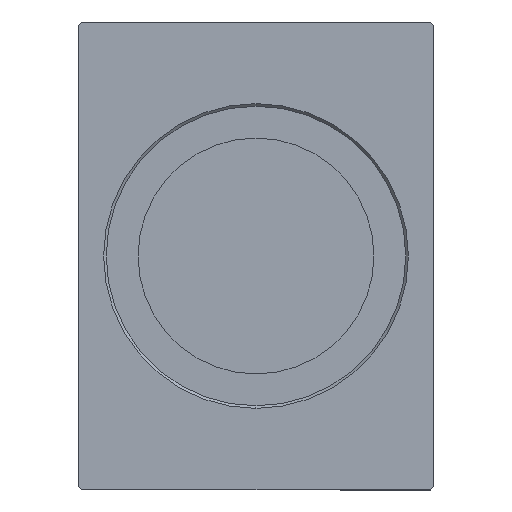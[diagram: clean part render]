
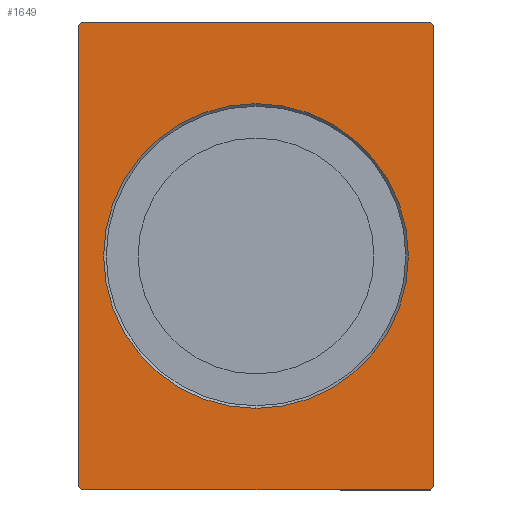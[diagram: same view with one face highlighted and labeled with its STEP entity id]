
A CAD part, left-side view. The second image highlights one B-rep face of the part: STEP entity #1649.
In plain terms, the highlighted planar face has unit normal (-1, 0, 0).
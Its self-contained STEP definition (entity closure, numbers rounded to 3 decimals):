
#248 = LINE ( 'NONE', #29553, #10210 ) ;
#1035 = LINE ( 'NONE', #40119, #18354 ) ;
#1062 = FACE_OUTER_BOUND ( 'NONE', #12539, .T. ) ;
#1649 = ADVANCED_FACE ( 'NONE', ( #7235, #1062 ), #39725, .F. ) ;
#2170 = VECTOR ( 'NONE', #39122, 1000. ) ;
#2368 = CARTESIAN_POINT ( 'NONE',  ( 0., -46.5, -62.5 ) ) ;
#2431 = EDGE_LOOP ( 'NONE', ( #40944, #12776 ) ) ;
#4063 = CARTESIAN_POINT ( 'NONE',  ( 0., -47.5, -61.5 ) ) ;
#4958 = VERTEX_POINT ( 'NONE', #6775 ) ;
#5571 = EDGE_CURVE ( 'NONE', #13173, #4958, #40696, .T. ) ;
#5604 = CARTESIAN_POINT ( 'NONE',  ( 0., 47.5, 61.5 ) ) ;
#5625 = CARTESIAN_POINT ( 'NONE',  ( 0., 0., 0. ) ) ;
#6775 = CARTESIAN_POINT ( 'NONE',  ( 0., 0., -40.7 ) ) ;
#7235 = FACE_BOUND ( 'NONE', #2431, .T. ) ;
#7460 = LINE ( 'NONE', #30176, #11759 ) ;
#7660 = DIRECTION ( 'NONE',  ( 0., 0., -1. ) ) ;
#7809 = ORIENTED_EDGE ( 'NONE', *, *, #11990, .F. ) ;
#8087 = EDGE_CURVE ( 'NONE', #32882, #23031, #1035, .T. ) ;
#8331 = ORIENTED_EDGE ( 'NONE', *, *, #21567, .F. ) ;
#8429 = VECTOR ( 'NONE', #9210, 1000. ) ;
#8627 = CARTESIAN_POINT ( 'NONE',  ( 0., 47.5, 61.5 ) ) ;
#8893 = CARTESIAN_POINT ( 'NONE',  ( 0., -47.5, 61.5 ) ) ;
#8946 = CARTESIAN_POINT ( 'NONE',  ( 0., 46.5, 62.5 ) ) ;
#9201 = VERTEX_POINT ( 'NONE', #41886 ) ;
#9210 = DIRECTION ( 'NONE',  ( 0., -0.707, 0.707 ) ) ;
#9524 = ORIENTED_EDGE ( 'NONE', *, *, #8087, .F. ) ;
#9546 = CARTESIAN_POINT ( 'NONE',  ( 0., 47.5, -61.5 ) ) ;
#10210 = VECTOR ( 'NONE', #13637, 1000. ) ;
#10490 = CARTESIAN_POINT ( 'NONE',  ( 0., 47.5, -61.5 ) ) ;
#10633 = DIRECTION ( 'NONE',  ( 1., 0., 0. ) ) ;
#11027 = DIRECTION ( 'NONE',  ( 0., 0.707, -0.707 ) ) ;
#11440 = VECTOR ( 'NONE', #23633, 1000. ) ;
#11759 = VECTOR ( 'NONE', #39950, 1000. ) ;
#11990 = EDGE_CURVE ( 'NONE', #9201, #31955, #16386, .T. ) ;
#12001 = DIRECTION ( 'NONE',  ( 1., 0., 0. ) ) ;
#12539 = EDGE_LOOP ( 'NONE', ( #8331, #26214, #7809, #35059, #9524, #36576, #14989, #24662 ) ) ;
#12776 = ORIENTED_EDGE ( 'NONE', *, *, #27458, .T. ) ;
#13173 = VERTEX_POINT ( 'NONE', #35675 ) ;
#13637 = DIRECTION ( 'NONE',  ( 0., -0.707, -0.707 ) ) ;
#13893 = LINE ( 'NONE', #10490, #11440 ) ;
#14989 = ORIENTED_EDGE ( 'NONE', *, *, #36490, .F. ) ;
#15145 = VERTEX_POINT ( 'NONE', #8893 ) ;
#15324 = DIRECTION ( 'NONE',  ( 0., 1., 0. ) ) ;
#16386 = LINE ( 'NONE', #29348, #2170 ) ;
#17277 = DIRECTION ( 'NONE',  ( 1., 0., 0. ) ) ;
#17766 = VERTEX_POINT ( 'NONE', #23927 ) ;
#18354 = VECTOR ( 'NONE', #11027, 1000. ) ;
#19505 = EDGE_CURVE ( 'NONE', #22188, #17766, #38038, .T. ) ;
#21567 = EDGE_CURVE ( 'NONE', #28706, #22188, #41281, .T. ) ;
#22095 = DIRECTION ( 'NONE',  ( 0., -1., 0. ) ) ;
#22188 = VERTEX_POINT ( 'NONE', #24926 ) ;
#22533 = LINE ( 'NONE', #2368, #26350 ) ;
#23031 = VERTEX_POINT ( 'NONE', #41160 ) ;
#23316 = VECTOR ( 'NONE', #22095, 1000. ) ;
#23371 = CARTESIAN_POINT ( 'NONE',  ( 0., 0., 0. ) ) ;
#23633 = DIRECTION ( 'NONE',  ( 0., 0., 1. ) ) ;
#23872 = CIRCLE ( 'NONE', #35393, 40.7 ) ;
#23927 = CARTESIAN_POINT ( 'NONE',  ( 0., -46.5, 62.5 ) ) ;
#24662 = ORIENTED_EDGE ( 'NONE', *, *, #19505, .F. ) ;
#24926 = CARTESIAN_POINT ( 'NONE',  ( 0., 46.5, 62.5 ) ) ;
#26214 = ORIENTED_EDGE ( 'NONE', *, *, #39648, .F. ) ;
#26350 = VECTOR ( 'NONE', #15324, 1000. ) ;
#27458 = EDGE_CURVE ( 'NONE', #4958, #13173, #23872, .T. ) ;
#28706 = VERTEX_POINT ( 'NONE', #8627 ) ;
#29348 = CARTESIAN_POINT ( 'NONE',  ( 0., 46.5, -62.5 ) ) ;
#29553 = CARTESIAN_POINT ( 'NONE',  ( 0., -46.5, 62.5 ) ) ;
#30176 = CARTESIAN_POINT ( 'NONE',  ( 0., -47.5, 61.5 ) ) ;
#31185 = AXIS2_PLACEMENT_3D ( 'NONE', #33836, #17277, #33428 ) ;
#31955 = VERTEX_POINT ( 'NONE', #9546 ) ;
#32882 = VERTEX_POINT ( 'NONE', #4063 ) ;
#32893 = EDGE_CURVE ( 'NONE', #15145, #32882, #7460, .T. ) ;
#33428 = DIRECTION ( 'NONE',  ( 0., 0., -1. ) ) ;
#33836 = CARTESIAN_POINT ( 'NONE',  ( 0., 0., 0. ) ) ;
#34927 = DIRECTION ( 'NONE',  ( 0., 0., -1. ) ) ;
#35059 = ORIENTED_EDGE ( 'NONE', *, *, #38997, .F. ) ;
#35393 = AXIS2_PLACEMENT_3D ( 'NONE', #5625, #12001, #34927 ) ;
#35675 = CARTESIAN_POINT ( 'NONE',  ( 0., 0., 40.7 ) ) ;
#36490 = EDGE_CURVE ( 'NONE', #17766, #15145, #248, .T. ) ;
#36576 = ORIENTED_EDGE ( 'NONE', *, *, #32893, .F. ) ;
#38038 = LINE ( 'NONE', #8946, #23316 ) ;
#38997 = EDGE_CURVE ( 'NONE', #23031, #9201, #22533, .T. ) ;
#39122 = DIRECTION ( 'NONE',  ( 0., 0.707, 0.707 ) ) ;
#39648 = EDGE_CURVE ( 'NONE', #31955, #28706, #13893, .T. ) ;
#39725 = PLANE ( 'NONE',  #41938 ) ;
#39950 = DIRECTION ( 'NONE',  ( 0., 0., -1. ) ) ;
#40119 = CARTESIAN_POINT ( 'NONE',  ( 0., -47.5, -61.5 ) ) ;
#40696 = CIRCLE ( 'NONE', #31185, 40.7 ) ;
#40944 = ORIENTED_EDGE ( 'NONE', *, *, #5571, .T. ) ;
#41160 = CARTESIAN_POINT ( 'NONE',  ( 0., -46.5, -62.5 ) ) ;
#41281 = LINE ( 'NONE', #5604, #8429 ) ;
#41886 = CARTESIAN_POINT ( 'NONE',  ( 0., 46.5, -62.5 ) ) ;
#41938 = AXIS2_PLACEMENT_3D ( 'NONE', #23371, #10633, #7660 ) ;
